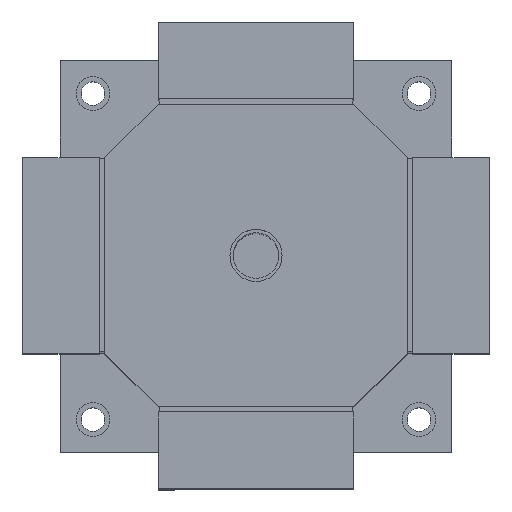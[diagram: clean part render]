
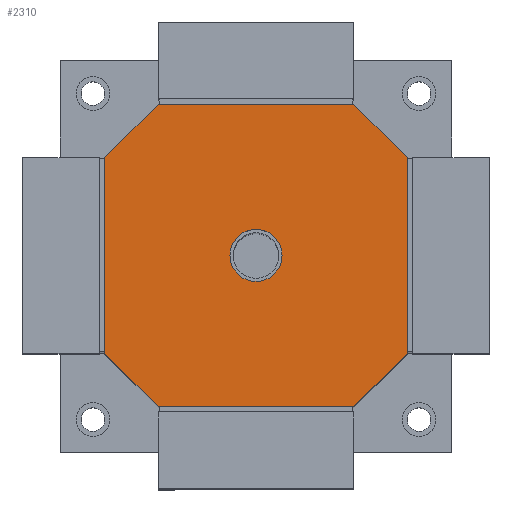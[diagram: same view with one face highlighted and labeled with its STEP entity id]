
A CAD part, top view. The second image highlights one B-rep face of the part: STEP entity #2310.
In plain terms, the highlighted planar face has unit normal (0, 0, 1).
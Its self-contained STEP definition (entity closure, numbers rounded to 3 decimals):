
#4 = ORIENTED_EDGE ( 'NONE', *, *, #91, .T. ) ;
#83 = CARTESIAN_POINT ( 'NONE',  ( -116., -116., 500. ) ) ;
#91 = EDGE_CURVE ( 'NONE', #929, #3516, #237, .T. ) ;
#93 = ORIENTED_EDGE ( 'NONE', *, *, #5530, .T. ) ;
#102 = DIRECTION ( 'NONE',  ( 1., 0., 0. ) ) ;
#148 = EDGE_CURVE ( 'NONE', #3516, #1964, #1959, .T. ) ;
#170 = LINE ( 'NONE', #3241, #4420 ) ;
#194 = CARTESIAN_POINT ( 'NONE',  ( 75., 116., 500. ) ) ;
#237 = LINE ( 'NONE', #4055, #2706 ) ;
#363 = AXIS2_PLACEMENT_3D ( 'NONE', #5562, #4513, #2670 ) ;
#369 = VECTOR ( 'NONE', #3972, 1000. ) ;
#500 = DIRECTION ( 'NONE',  ( 0., 0., -1. ) ) ;
#524 = DIRECTION ( 'NONE',  ( 0., 0., 1. ) ) ;
#590 = ORIENTED_EDGE ( 'NONE', *, *, #3827, .T. ) ;
#661 = ORIENTED_EDGE ( 'NONE', *, *, #5654, .T. ) ;
#756 = VECTOR ( 'NONE', #1749, 1000. ) ;
#776 = VERTEX_POINT ( 'NONE', #2559 ) ;
#780 = CARTESIAN_POINT ( 'NONE',  ( 20., 0., 500. ) ) ;
#822 = AXIS2_PLACEMENT_3D ( 'NONE', #83, #524, #102 ) ;
#915 = LINE ( 'NONE', #2181, #756 ) ;
#929 = VERTEX_POINT ( 'NONE', #5050 ) ;
#1020 = CARTESIAN_POINT ( 'NONE',  ( -75., 116., 500. ) ) ;
#1433 = EDGE_CURVE ( 'NONE', #4115, #929, #2603, .T. ) ;
#1464 = VERTEX_POINT ( 'NONE', #2200 ) ;
#1592 = VERTEX_POINT ( 'NONE', #1020 ) ;
#1734 = VECTOR ( 'NONE', #4630, 1000. ) ;
#1743 = DIRECTION ( 'NONE',  ( 0.707, -0.707, 0. ) ) ;
#1749 = DIRECTION ( 'NONE',  ( -0.707, 0.707, 0. ) ) ;
#1756 = ORIENTED_EDGE ( 'NONE', *, *, #148, .T. ) ;
#1899 = VERTEX_POINT ( 'NONE', #2586 ) ;
#1959 = LINE ( 'NONE', #4599, #3070 ) ;
#1964 = VERTEX_POINT ( 'NONE', #4129 ) ;
#2176 = VECTOR ( 'NONE', #4267, 1000. ) ;
#2181 = CARTESIAN_POINT ( 'NONE',  ( 116., 75., 500. ) ) ;
#2200 = CARTESIAN_POINT ( 'NONE',  ( -20., 0., 500. ) ) ;
#2310 = ADVANCED_FACE ( 'NONE', ( #3932, #5472 ), #5371, .T. ) ;
#2559 = CARTESIAN_POINT ( 'NONE',  ( 116., 75., 500. ) ) ;
#2586 = CARTESIAN_POINT ( 'NONE',  ( -116., 75., 500. ) ) ;
#2603 = LINE ( 'NONE', #2762, #4331 ) ;
#2670 = DIRECTION ( 'NONE',  ( -1., 0., 0. ) ) ;
#2701 = CARTESIAN_POINT ( 'NONE',  ( 116., -116., 500. ) ) ;
#2706 = VECTOR ( 'NONE', #3636, 1000. ) ;
#2762 = CARTESIAN_POINT ( 'NONE',  ( -75., -116., 500. ) ) ;
#2877 = CARTESIAN_POINT ( 'NONE',  ( -116., -75., 500. ) ) ;
#2913 = VERTEX_POINT ( 'NONE', #194 ) ;
#2942 = AXIS2_PLACEMENT_3D ( 'NONE', #3351, #500, #5298 ) ;
#3027 = CARTESIAN_POINT ( 'NONE',  ( -116., 116., 500. ) ) ;
#3044 = LINE ( 'NONE', #3027, #369 ) ;
#3070 = VECTOR ( 'NONE', #5108, 1000. ) ;
#3131 = CARTESIAN_POINT ( 'NONE',  ( 75., -116., 500. ) ) ;
#3158 = ORIENTED_EDGE ( 'NONE', *, *, #5181, .T. ) ;
#3241 = CARTESIAN_POINT ( 'NONE',  ( -116., 116., 500. ) ) ;
#3351 = CARTESIAN_POINT ( 'NONE',  ( 0., 0., 500. ) ) ;
#3389 = EDGE_LOOP ( 'NONE', ( #4369, #4, #1756, #93, #6006, #3513, #3158, #661 ) ) ;
#3513 = ORIENTED_EDGE ( 'NONE', *, *, #4685, .T. ) ;
#3516 = VERTEX_POINT ( 'NONE', #3131 ) ;
#3636 = DIRECTION ( 'NONE',  ( 1., 0., 0. ) ) ;
#3811 = LINE ( 'NONE', #5718, #2176 ) ;
#3827 = EDGE_CURVE ( 'NONE', #1464, #5512, #3925, .T. ) ;
#3925 = CIRCLE ( 'NONE', #2942, 20. ) ;
#3932 = FACE_OUTER_BOUND ( 'NONE', #3389, .T. ) ;
#3972 = DIRECTION ( 'NONE',  ( -1., 0., 0. ) ) ;
#4055 = CARTESIAN_POINT ( 'NONE',  ( -116., -116., 500. ) ) ;
#4115 = VERTEX_POINT ( 'NONE', #2877 ) ;
#4129 = CARTESIAN_POINT ( 'NONE',  ( 116., -75., 500. ) ) ;
#4267 = DIRECTION ( 'NONE',  ( -0.707, -0.707, 0. ) ) ;
#4315 = EDGE_CURVE ( 'NONE', #5512, #1464, #6198, .T. ) ;
#4331 = VECTOR ( 'NONE', #1743, 1000. ) ;
#4347 = LINE ( 'NONE', #2701, #1734 ) ;
#4369 = ORIENTED_EDGE ( 'NONE', *, *, #1433, .T. ) ;
#4420 = VECTOR ( 'NONE', #5131, 1000. ) ;
#4513 = DIRECTION ( 'NONE',  ( 0., 0., -1. ) ) ;
#4599 = CARTESIAN_POINT ( 'NONE',  ( 75., -116., 500. ) ) ;
#4630 = DIRECTION ( 'NONE',  ( 0., 1., 0. ) ) ;
#4685 = EDGE_CURVE ( 'NONE', #2913, #1592, #3044, .T. ) ;
#5050 = CARTESIAN_POINT ( 'NONE',  ( -75., -116., 500. ) ) ;
#5108 = DIRECTION ( 'NONE',  ( 0.707, 0.707, 0. ) ) ;
#5131 = DIRECTION ( 'NONE',  ( 0., -1., 0. ) ) ;
#5181 = EDGE_CURVE ( 'NONE', #1592, #1899, #3811, .T. ) ;
#5256 = EDGE_LOOP ( 'NONE', ( #590, #5364 ) ) ;
#5298 = DIRECTION ( 'NONE',  ( -1., 0., 0. ) ) ;
#5364 = ORIENTED_EDGE ( 'NONE', *, *, #4315, .T. ) ;
#5371 = PLANE ( 'NONE',  #822 ) ;
#5472 = FACE_BOUND ( 'NONE', #5256, .T. ) ;
#5512 = VERTEX_POINT ( 'NONE', #780 ) ;
#5530 = EDGE_CURVE ( 'NONE', #1964, #776, #4347, .T. ) ;
#5562 = CARTESIAN_POINT ( 'NONE',  ( 0., 0., 500. ) ) ;
#5654 = EDGE_CURVE ( 'NONE', #1899, #4115, #170, .T. ) ;
#5718 = CARTESIAN_POINT ( 'NONE',  ( -75., 116., 500. ) ) ;
#6006 = ORIENTED_EDGE ( 'NONE', *, *, #6110, .T. ) ;
#6110 = EDGE_CURVE ( 'NONE', #776, #2913, #915, .T. ) ;
#6198 = CIRCLE ( 'NONE', #363, 20. ) ;
